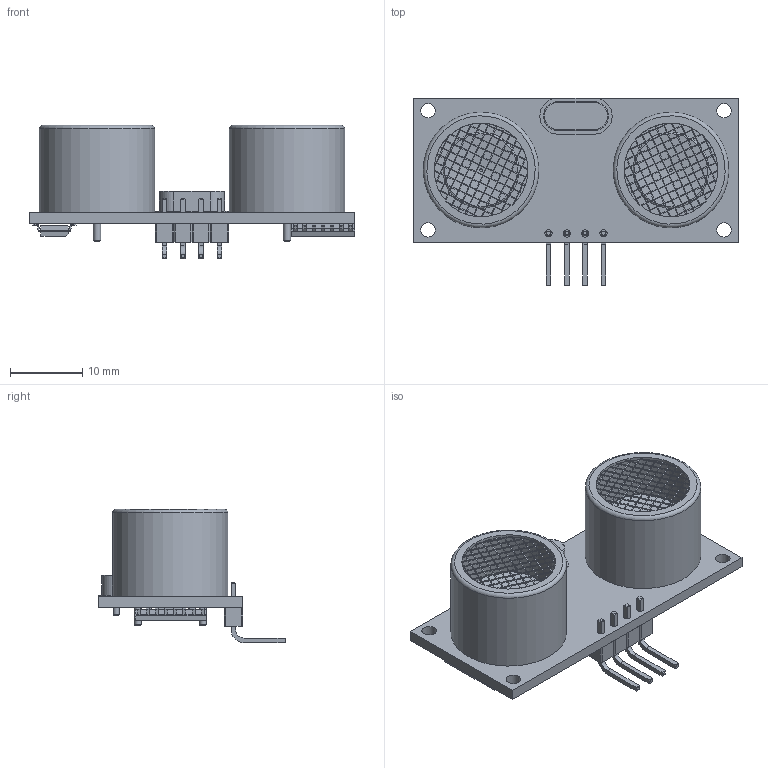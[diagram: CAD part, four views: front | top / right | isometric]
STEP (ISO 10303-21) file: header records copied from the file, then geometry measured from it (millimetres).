
FILE_DESCRIPTION(/* description */ ('Unknown'),/* implementation_level */ '2;1');
FILE_NAME(/* name */ 'HC-SR04 Sensor',/* time_stamp */ '2025-09-20T10:24:53+03:00',/* author */ ('Unknown'),/* organization */ ('Unknown'),/* preprocessor_version */ 'ST-DEVELOPER v20',/* originating_system */ 'Solid Edge',/* authorisation */ 'Unknown');
FILE_SCHEMA (('AUTOMOTIVE_DESIGN {1 0 10303 214 3 1 1}'));
Length unit declared in the file: millimetre
Products named in the file (14): HC-SR04 Sensor; PCB; Sub_TR; Case Cover; T-R Case; T-R Core; T-R Terminal; Sub_TR_mir; Crystal; DuPont_M_1X4; 90deg_pin; Conn_1X4_case; SOP14_TPK; 16-SOIC
Assembly tree (23 placements, depth 3):
  HC-SR04 Sensor
    PCB
    Sub_TR
      Case Cover
      T-R Case
      T-R Core
      T-R Terminal  x2
    Sub_TR_mir
      Case Cover
      T-R Case
      T-R Core
      T-R Terminal  x2
    Crystal
    DuPont_M_1X4
      90deg_pin  x4
      Conn_1X4_case
    SOP14_TPK  x2
    16-SOIC
Bounding box: 45 x 26 x 18.46 mm (x, y, z)
Volume: 2534.8 mm3; surface area: 7537.7 mm2
Topology: 20 solids, 20 shells, 2028 faces, 5674 edges, 3737 vertices
Faces by surface type: plane 1672, cylinder 328, torus 18, cone 10
Full cylindrical faces by diameter (mm): 0.199 x2, 0.4 x2, 0.8 x2, 1 x22, 2 x6, 2.8 x4, 10.521 x2, 13 x4, 15.2 x4, 16 x2
Entity records: 40398 total; most frequent: CARTESIAN_POINT 6750, ORIENTED_EDGE 6338, DIRECTION 5835, EDGE_CURVE 3169, LINE 2651, VECTOR 2651, VERTEX_POINT 2107, AXIS2_PLACEMENT_3D 1592
